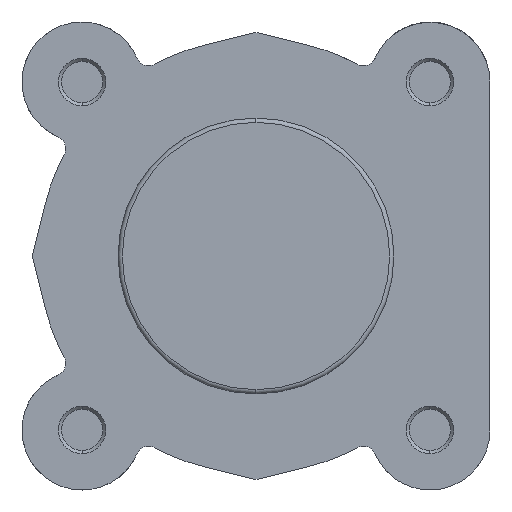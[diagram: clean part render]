
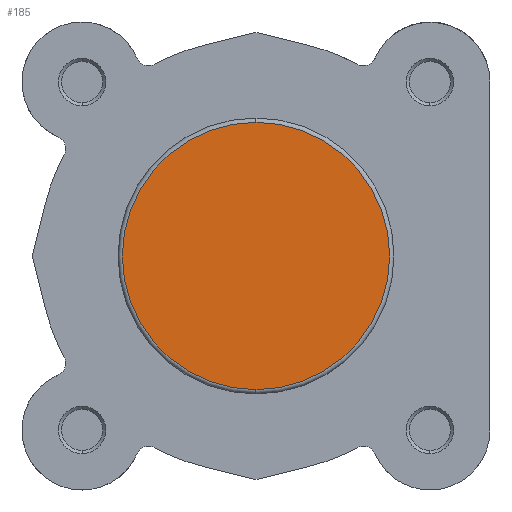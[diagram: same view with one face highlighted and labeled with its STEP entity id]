
A CAD part, left-side view. The second image highlights one B-rep face of the part: STEP entity #185.
In plain terms, the highlighted planar face has unit normal (-1, 0, 0).
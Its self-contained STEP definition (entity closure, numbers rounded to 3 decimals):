
#185 = ADVANCED_FACE ( 'NONE', ( #3494 ), #3926, .F. ) ;
#1199 = AXIS2_PLACEMENT_3D ( 'NONE', #1707, #1714, #1715 ) ;
#1707 = CARTESIAN_POINT ( 'NONE',  ( 0., 0., 0. ) ) ;
#1714 = DIRECTION ( 'NONE',  ( -1., 0., 0. ) ) ;
#1715 = DIRECTION ( 'NONE',  ( 0., 0., -1. ) ) ;
#2435 = VERTEX_POINT ( 'NONE', #4178 ) ;
#2635 = VERTEX_POINT ( 'NONE', #4374 ) ;
#2853 = EDGE_LOOP ( 'NONE', ( #6900, #6917 ) ) ;
#3494 = FACE_OUTER_BOUND ( 'NONE', #2853, .T. ) ;
#3925 = CARTESIAN_POINT ( 'NONE',  ( 0., 22.4, 0. ) ) ;
#3926 = PLANE ( 'NONE',  #6542 ) ;
#3928 = DIRECTION ( 'NONE',  ( 1., 0., 0. ) ) ;
#3929 = DIRECTION ( 'NONE',  ( 0., 0., -1. ) ) ;
#4178 = CARTESIAN_POINT ( 'NONE',  ( 0., 0., -21.7 ) ) ;
#4374 = CARTESIAN_POINT ( 'NONE',  ( 0., 0., 21.7 ) ) ;
#4687 = CARTESIAN_POINT ( 'NONE',  ( 0., 0., 0. ) ) ;
#4694 = DIRECTION ( 'NONE',  ( -1., 0., 0. ) ) ;
#4695 = DIRECTION ( 'NONE',  ( 0., 0., -1. ) ) ;
#5034 = CIRCLE ( 'NONE', #6649, 21.7 ) ;
#5405 = CIRCLE ( 'NONE', #1199, 21.7 ) ;
#5866 = EDGE_CURVE ( 'NONE', #2635, #2435, #5034, .T. ) ;
#6119 = EDGE_CURVE ( 'NONE', #2435, #2635, #5405, .T. ) ;
#6542 = AXIS2_PLACEMENT_3D ( 'NONE', #3925, #3928, #3929 ) ;
#6649 = AXIS2_PLACEMENT_3D ( 'NONE', #4687, #4694, #4695 ) ;
#6900 = ORIENTED_EDGE ( 'NONE', *, *, #6119, .T. ) ;
#6917 = ORIENTED_EDGE ( 'NONE', *, *, #5866, .T. ) ;
